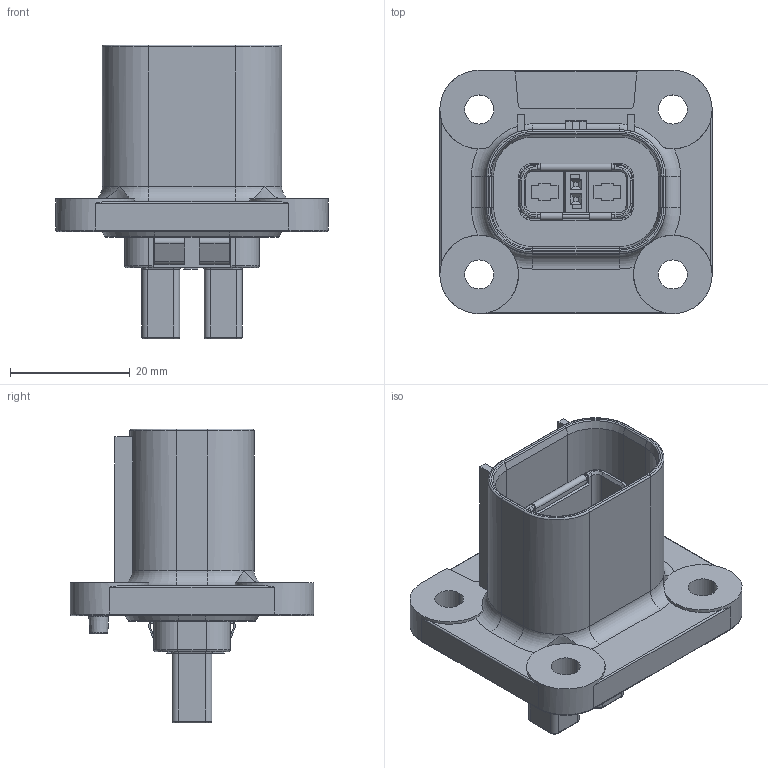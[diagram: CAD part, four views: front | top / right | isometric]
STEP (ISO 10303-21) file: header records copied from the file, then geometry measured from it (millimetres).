
FILE_DESCRIPTION((''),'2;1');
FILE_NAME('C-2103124-4','2015-12-18T',('workeradm'),('Tyco Electronics Ltd.'),'CREO PARAMETRIC BY PTC INC, 2015200','CREO PARAMETRIC BY PTC INC, 2015200','');
FILE_SCHEMA(('AUTOMOTIVE_DESIGN { 1 0 10303 214 1 1 1 1 }'));
Length unit declared in the file: millimetre
Products named in the file (1): C-2103124-4
Bounding box: 45.4 x 40.6 x 49 mm (x, y, z)
Volume: 16500.7 mm3; surface area: 14484 mm2
Topology: 1 solids, 1 shells, 616 faces, 1608 edges, 1022 vertices
Faces by surface type: plane 366, cylinder 164, torus 68, cone 18
Entity records: 18966 total; most frequent: CARTESIAN_POINT 3471, DIRECTION 3254, ORIENTED_EDGE 3216, EDGE_CURVE 1608, VECTOR 1148, LINE 1148, AXIS2_PLACEMENT_3D 1053, VERTEX_POINT 1022
